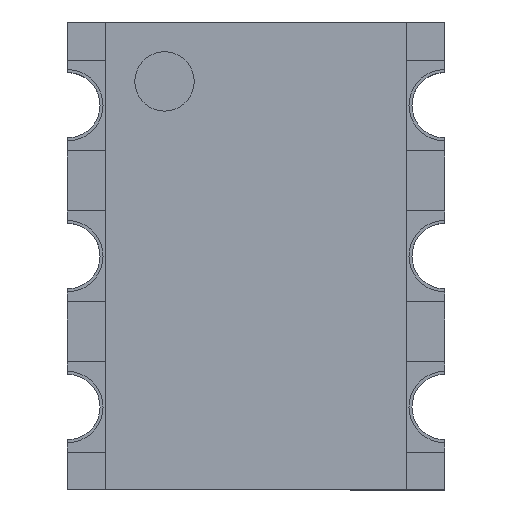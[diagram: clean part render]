
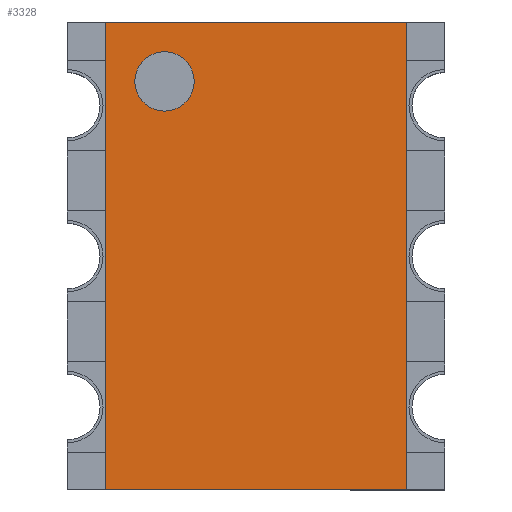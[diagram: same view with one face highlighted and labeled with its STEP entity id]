
A CAD part, top view. The second image highlights one B-rep face of the part: STEP entity #3328.
In plain terms, the highlighted planar face has unit normal (0, 0, 1).
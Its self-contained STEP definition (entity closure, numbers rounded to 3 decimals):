
#3106=CARTESIAN_POINT('',(-1.54,2.435,4.11));
#3107=VERTEX_POINT('',#3106);
#3116=CARTESIAN_POINT('',(-1.54,3.435,4.11));
#3117=VERTEX_POINT('',#3116);
#3118=CARTESIAN_POINT('',(-1.54,2.935,4.11));
#3119=DIRECTION('',(0.0,0.0,-1.0));
#3120=DIRECTION('',(0.0,-1.0,0.0));
#3121=AXIS2_PLACEMENT_3D('',#3118,#3119,#3120);
#3122=CIRCLE('',#3121,0.5);
#3123=EDGE_CURVE('',#3117,#3107,#3122,.T.);
#3157=CARTESIAN_POINT('',(-1.54,2.935,4.11));
#3158=DIRECTION('',(0.0,0.0,-1.0));
#3159=DIRECTION('',(0.0,-1.0,0.0));
#3160=AXIS2_PLACEMENT_3D('',#3157,#3158,#3159);
#3161=CIRCLE('',#3160,0.5);
#3162=EDGE_CURVE('',#3107,#3117,#3161,.T.);
#3192=CARTESIAN_POINT('',(-2.54,-3.935,4.11));
#3193=VERTEX_POINT('',#3192);
#3200=CARTESIAN_POINT('',(-2.54,3.935,4.11));
#3201=VERTEX_POINT('',#3200);
#3202=CARTESIAN_POINT('',(-2.54,3.935,4.11));
#3203=DIRECTION('',(0.0,-1.0,0.0));
#3204=VECTOR('',#3203,7.87);
#3205=LINE('',#3202,#3204);
#3206=EDGE_CURVE('',#3201,#3193,#3205,.T.);
#3230=CARTESIAN_POINT('',(2.54,-3.935,4.11));
#3231=VERTEX_POINT('',#3230);
#3238=CARTESIAN_POINT('',(-2.54,-3.935,4.11));
#3239=DIRECTION('',(1.0,0.0,0.0));
#3240=VECTOR('',#3239,5.08);
#3241=LINE('',#3238,#3240);
#3242=EDGE_CURVE('',#3193,#3231,#3241,.T.);
#3261=CARTESIAN_POINT('',(2.54,3.935,4.11));
#3262=VERTEX_POINT('',#3261);
#3269=CARTESIAN_POINT('',(2.54,-3.935,4.11));
#3270=DIRECTION('',(0.0,1.0,0.0));
#3271=VECTOR('',#3270,7.87);
#3272=LINE('',#3269,#3271);
#3273=EDGE_CURVE('',#3231,#3262,#3272,.T.);
#3291=CARTESIAN_POINT('',(2.54,3.935,4.11));
#3292=DIRECTION('',(-1.0,0.0,0.0));
#3293=VECTOR('',#3292,5.08);
#3294=LINE('',#3291,#3293);
#3295=EDGE_CURVE('',#3262,#3201,#3294,.T.);
#3313=CARTESIAN_POINT('',(0.,0.,4.11));
#3314=DIRECTION('',(0.0,0.0,1.0));
#3315=DIRECTION('',(0.0,-1.0,0.0));
#3316=AXIS2_PLACEMENT_3D('',#3313,#3314,#3315);
#3317=PLANE('',#3316);
#3318=ORIENTED_EDGE('',*,*,#3295,.T.);
#3319=ORIENTED_EDGE('',*,*,#3206,.T.);
#3320=ORIENTED_EDGE('',*,*,#3242,.T.);
#3321=ORIENTED_EDGE('',*,*,#3273,.T.);
#3322=EDGE_LOOP('',(#3318,#3319,#3320,#3321));
#3323=FACE_OUTER_BOUND('',#3322,.T.);
#3324=ORIENTED_EDGE('',*,*,#3162,.T.);
#3325=ORIENTED_EDGE('',*,*,#3123,.T.);
#3326=EDGE_LOOP('',(#3324,#3325));
#3327=FACE_BOUND('',#3326,.T.);
#3328=ADVANCED_FACE('',(#3323,#3327),#3317,.T.);
